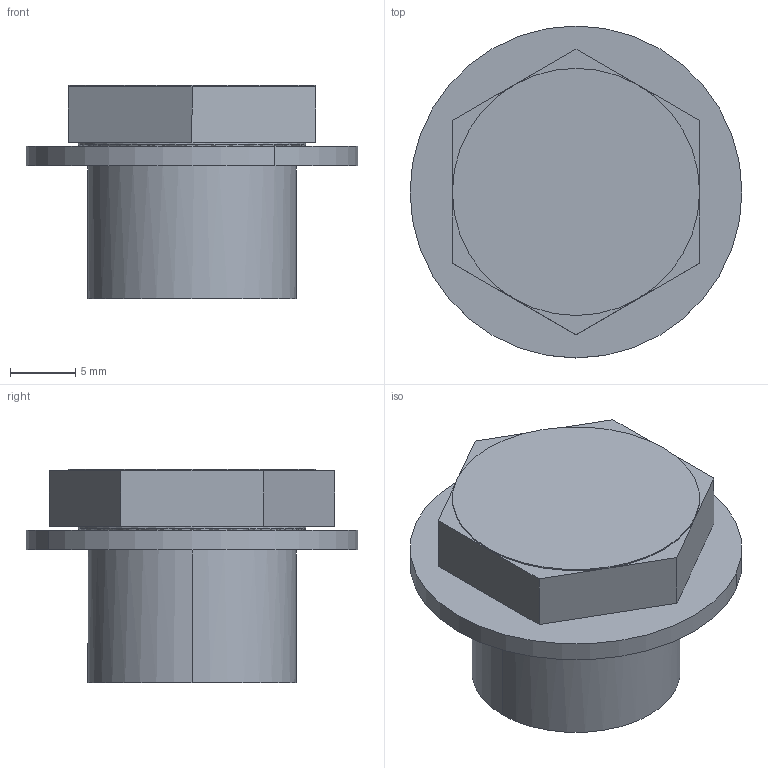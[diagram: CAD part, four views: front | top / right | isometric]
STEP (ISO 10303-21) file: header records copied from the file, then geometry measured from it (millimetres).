
FILE_DESCRIPTION(('CATIA V5 STEP Exchange','CAx-IF Rec.Pracs.--- Model Styling and Organization---1.4--- 2014-01-23'),'2;1');
FILE_NAME ('041137-2_1', '2019-11-21T08:06:23+00:00', ('none'), ('Weidmueller'), 'CATIA Version 5-6 Release 2016 SP3 HF44', 'CATIA V5 STEP AP214', 'none');
FILE_SCHEMA(('AUTOMOTIVE_DESIGN { 1 0 10303 214 1 1 1 1 }'));
Length unit declared in the file: millimetre
Products named in the file (1): 2066720000_VP_M16_EX_SI_7J
Bounding box: 25.52 x 25.52 x 16.4 mm (x, y, z)
Volume: 3115 mm3; surface area: 2623.5 mm2
Topology: 1 solids, 2 shells, 38 faces, 82 edges, 52 vertices
Faces by surface type: plane 20, cylinder 14, bspline 4
Entity records: 1385 total; most frequent: CARTESIAN_POINT 613, ORIENTED_EDGE 164, DIRECTION 122, EDGE_CURVE 82, AXIS2_PLACEMENT_3D 55, VERTEX_POINT 52, EDGE_LOOP 44, VECTOR 38
